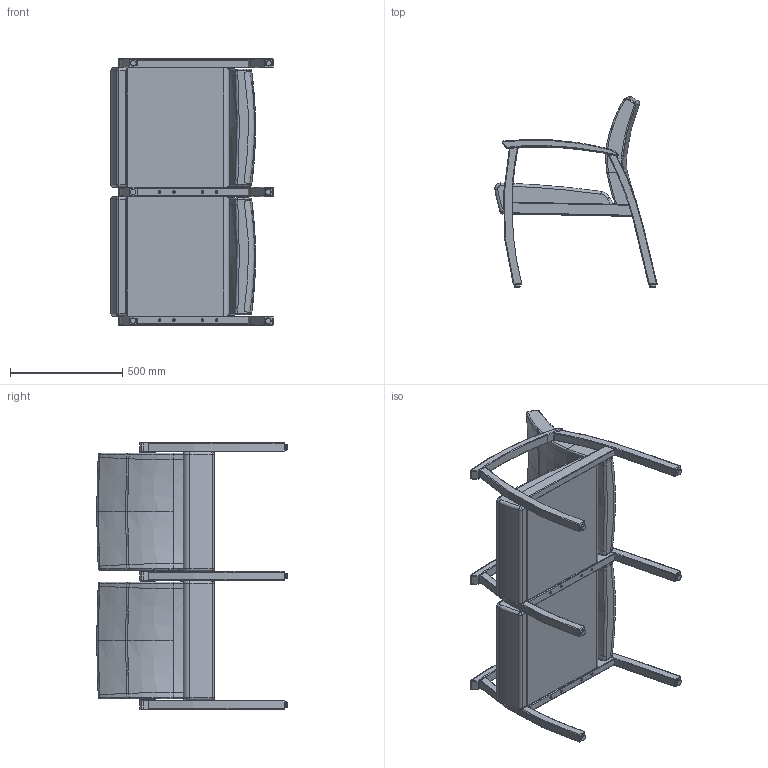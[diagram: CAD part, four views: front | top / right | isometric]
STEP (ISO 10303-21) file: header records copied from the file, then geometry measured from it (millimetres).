
FILE_DESCRIPTION(/* description */ (''),/* implementation_level */ '2;1');
FILE_NAME(/* name */ 'KOW20I.stp',/* time_stamp */ '2017-01-09T11:40:40-05:00',/* author */ ('emerkel'),/* organization */ (''),/* preprocessor_version */ 'ST-DEVELOPER v16.5',/* originating_system */ 'Autodesk Inventor 2017',/* authorisation */ '');
FILE_SCHEMA (('AUTOMOTIVE_DESIGN { 1 0 10303 214 3 1 1 }'));
Products named in the file (12): KOW20I; KOW10-1 ARMR GENERIC; KOW10 ARM TOP GENERIC; KOW10 ARMR CENTER RAIL RIGHT GENERIC; KOW10 ARMR FRONT RAIL GENERIC; KOW10 ARMR BACK RAIL GENERIC; KOW10-1 ARML; KOW10-1 ARML_1; KOT10 USEAT; KOT10 BACK NEW; KOW10-1 ARMI; GLD WHT 5-16
Assembly tree (18 placements, depth 3):
  KOW20I
    KOW10-1 ARMR GENERIC
      KOW10 ARM TOP GENERIC
      KOW10 ARMR CENTER RAIL RIGHT GENERIC
      KOW10 ARMR FRONT RAIL GENERIC
      KOW10 ARMR BACK RAIL GENERIC
      GLD WHT 5-16  x2
    KOW10-1 ARML
      GLD WHT 5-16  x2
      KOW10-1 ARML_1
    KOT10 USEAT  x2
    KOT10 BACK NEW  x2
    KOW10-1 ARMI
    GLD WHT 5-16  x2
Bounding box: 722.81 x 847.73 x 1193.8 mm (x, y, z)
Volume: 114441002.6 mm3; surface area: 4095999.9 mm2
Topology: 62 solids, 62 shells, 1926 faces, 4563 edges, 2802 vertices
Faces by surface type: plane 810, cylinder 681, bspline 264, torus 133, sphere 34, cone 4
Full cylindrical faces by diameter (mm): 6.35 x46, 7.144 x6, 7.938 x20, 8.733 x6, 9.5 x304, 9.922 x4, 11.906 x4, 12.7 x6, 14.287 x6, 25.4 x6
Entity records: 101043 total; most frequent: CARTESIAN_POINT 67767, DIRECTION 6772, ORIENTED_EDGE 6198, EDGE_CURVE 3099, AXIS2_PLACEMENT_3D 2645, VERTEX_POINT 1935, EDGE_LOOP 1750, LINE 1482
